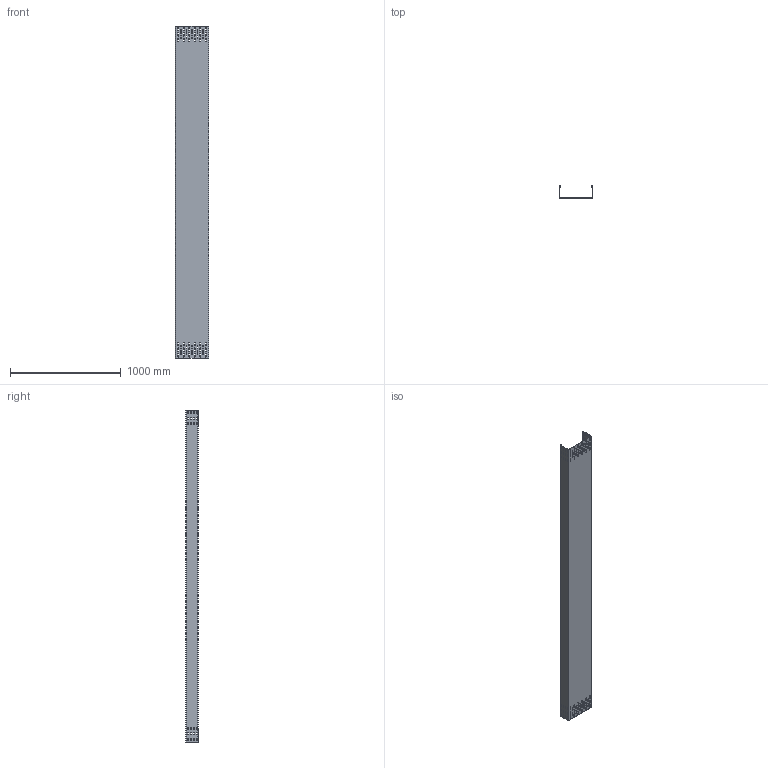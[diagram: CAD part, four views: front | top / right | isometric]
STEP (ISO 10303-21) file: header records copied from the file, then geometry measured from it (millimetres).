
FILE_DESCRIPTION((''),'2;1');
FILE_NAME('6060307','2012-10-26T',('AndreasKeweloh'),(''),'PRO/ENGINEER BY PARAMETRIC TECHNOLOGY CORPORATION, 2012230','PRO/ENGINEER BY PARAMETRIC TECHNOLOGY CORPORATION, 2012230','');
FILE_SCHEMA(('CONFIG_CONTROL_DESIGN'));
Length unit declared in the file: millimetre
Products named in the file (1): 6060307
Bounding box: 300 x 110 x 3000 mm (x, y, z)
Volume: 1616918.1 mm3; surface area: 3247261.3 mm2
Topology: 1 solids, 1 shells, 434 faces, 1296 edges, 864 vertices
Faces by surface type: plane 218, cylinder 216
Entity records: 15166 total; most frequent: DIRECTION 2596, CARTESIAN_POINT 2594, ORIENTED_EDGE 2592, EDGE_CURVE 1296, AXIS2_PLACEMENT_3D 866, VECTOR 864, LINE 864, VERTEX_POINT 864
